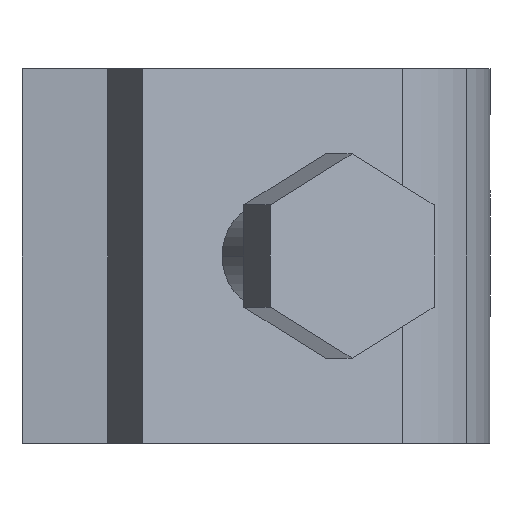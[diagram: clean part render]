
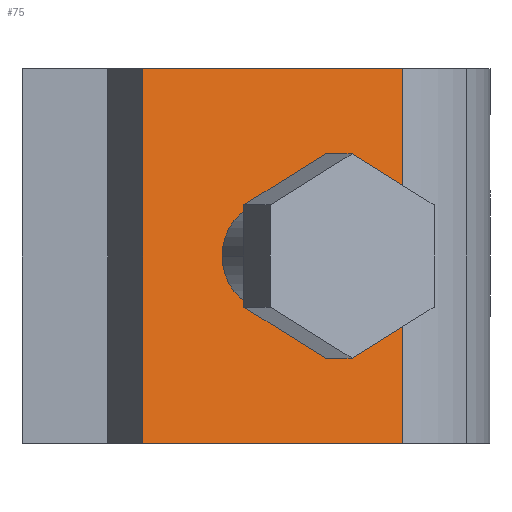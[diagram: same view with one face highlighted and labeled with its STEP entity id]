
A CAD part, front view. The second image highlights one B-rep face of the part: STEP entity #75.
In plain terms, the highlighted planar face has unit normal (0.375, -0.927, 0).
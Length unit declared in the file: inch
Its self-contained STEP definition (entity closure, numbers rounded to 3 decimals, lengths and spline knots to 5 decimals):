
#75=ADVANCED_FACE('',(#173,#174),#175,.T.);
#173=FACE_OUTER_BOUND('',#296,.T.);
#174=FACE_BOUND('',#297,.T.);
#175=PLANE('',#298);
#296=EDGE_LOOP('',(#449,#450,#451,#452));
#297=EDGE_LOOP('',(#453,#454));
#298=AXIS2_PLACEMENT_3D('',#455,#456,#457);
#449=ORIENTED_EDGE('',*,*,#736,.F.);
#450=ORIENTED_EDGE('',*,*,#754,.T.);
#451=ORIENTED_EDGE('',*,*,#755,.T.);
#452=ORIENTED_EDGE('',*,*,#756,.T.);
#453=ORIENTED_EDGE('',*,*,#757,.T.);
#454=ORIENTED_EDGE('',*,*,#758,.T.);
#455=CARTESIAN_POINT('',(-1.06618,-3.07087,0.7874));
#456=DIRECTION('',(0.375,-0.927,0.));
#457=DIRECTION('',(0.,0.,-1.0));
#736=EDGE_CURVE('',#876,#878,#879,.T.);
#754=EDGE_CURVE('',#876,#907,#908,.T.);
#755=EDGE_CURVE('',#907,#909,#910,.T.);
#756=EDGE_CURVE('',#909,#878,#911,.T.);
#757=EDGE_CURVE('',#912,#913,#914,.T.);
#758=EDGE_CURVE('',#913,#912,#915,.T.);
#876=VERTEX_POINT('',#1074);
#878=VERTEX_POINT('',#1076);
#879=LINE('',#1077,#1078);
#907=VERTEX_POINT('',#1113);
#908=LINE('',#1114,#1115);
#909=VERTEX_POINT('',#1116);
#910=LINE('',#1117,#1118);
#911=LINE('',#1119,#1120);
#912=VERTEX_POINT('',#1121);
#913=VERTEX_POINT('',#1122);
#914=CIRCLE('',#1123,0.2315);
#915=CIRCLE('',#1124,0.2315);
#1074=CARTESIAN_POINT('',(0.02461,-2.62962,1.5748));
#1076=CARTESIAN_POINT('',(0.02461,-2.62962,0.));
#1077=CARTESIAN_POINT('',(0.02461,-2.62962,0.7874));
#1078=VECTOR('',#1311,0.3937);
#1113=CARTESIAN_POINT('',(-1.06618,-3.07087,1.5748));
#1114=CARTESIAN_POINT('',(0.3937,-2.48031,1.5748));
#1115=VECTOR('',#1337,0.3937);
#1116=CARTESIAN_POINT('',(-1.06618,-3.07087,0.));
#1117=CARTESIAN_POINT('',(-1.06618,-3.07087,0.7874));
#1118=VECTOR('',#1338,0.3937);
#1119=CARTESIAN_POINT('',(0.3937,-2.48031,0.));
#1120=VECTOR('',#1339,0.3937);
#1121=CARTESIAN_POINT('',(-0.30412,-2.7626,0.7874));
#1122=CARTESIAN_POINT('',(-0.73333,-2.93622,0.7874));
#1123=AXIS2_PLACEMENT_3D('',#1340,#1341,#1342);
#1124=AXIS2_PLACEMENT_3D('',#1343,#1344,#1345);
#1311=DIRECTION('',(0.,0.,-1.0));
#1337=DIRECTION('',(-0.927,-0.375,0.));
#1338=DIRECTION('',(0.,0.,-1.0));
#1339=DIRECTION('',(0.927,0.375,0.));
#1340=CARTESIAN_POINT('',(-0.51873,-2.84941,0.7874));
#1341=DIRECTION('',(-0.375,0.927,0.));
#1342=DIRECTION('',(-0.927,-0.375,0.));
#1343=CARTESIAN_POINT('',(-0.51873,-2.84941,0.7874));
#1344=DIRECTION('',(-0.375,0.927,0.));
#1345=DIRECTION('',(-0.927,-0.375,0.));
